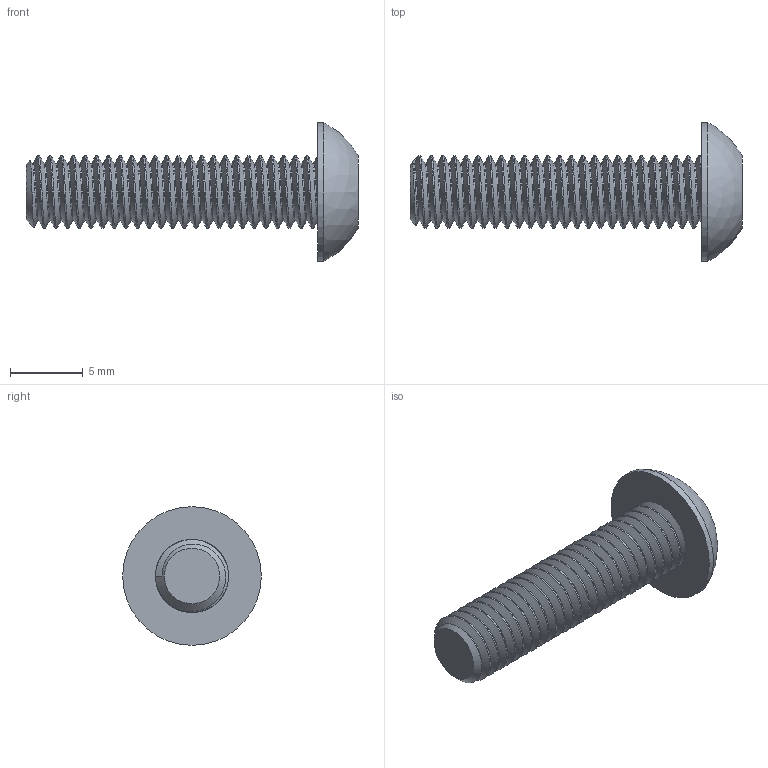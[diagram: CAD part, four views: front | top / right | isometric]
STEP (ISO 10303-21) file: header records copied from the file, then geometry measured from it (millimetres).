
FILE_DESCRIPTION(/* description */ (''),/* implementation_level */ '2;1');
FILE_NAME(/* name */ 'M5x20BHCS-0 v1.step',/* time_stamp */ '2020-09-14T13:59:18-04:00',/* author */ (''),/* organization */ (''),/* preprocessor_version */ 'ST-DEVELOPER v18.1',/* originating_system */ 'Autodesk Translation Framework v9.3.0.1241',/* authorisation */ '');
FILE_SCHEMA (('AUTOMOTIVE_DESIGN { 1 0 10303 214 3 1 1 }'));
Length unit declared in the file: millimetre
Products named in the file (2): M5x20BHCS-0; 92095A214
Assembly tree (1 placements, depth 2):
  M5x20BHCS-0
    92095A214
Bounding box: 22.75 x 9.5 x 9.5 mm (x, y, z)
Volume: 439 mm3; surface area: 720.4 mm2
Topology: 1 solids, 1 shells, 78 faces, 204 edges, 131 vertices
Faces by surface type: cylinder 56, plane 12, cone 7, bspline 2, sphere 1
Full cylindrical faces by diameter (mm): 3.961 x25, 5 x24, 9.5 x1
Entity records: 6388 total; most frequent: CARTESIAN_POINT 4707, ORIENTED_EDGE 408, DIRECTION 260, EDGE_CURVE 204, VERTEX_POINT 131, AXIS2_PLACEMENT_3D 93, EDGE_LOOP 81, FACE_OUTER_BOUND 78
